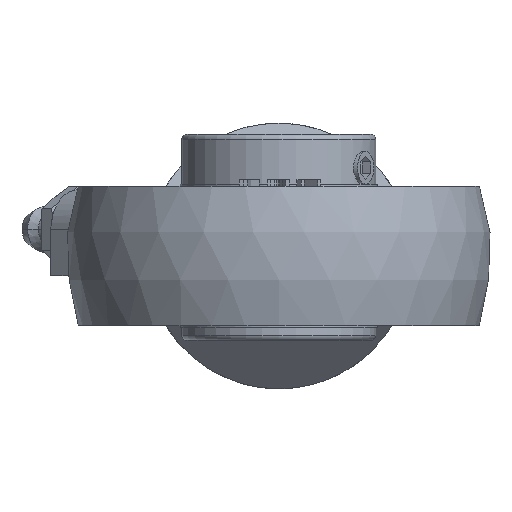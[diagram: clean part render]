
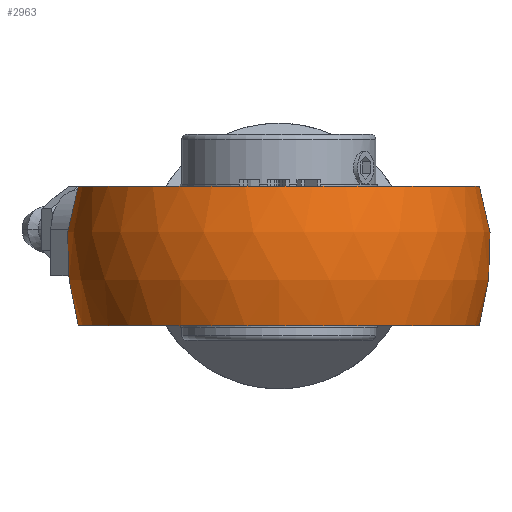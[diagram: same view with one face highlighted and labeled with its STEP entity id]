
A CAD part, front view. The second image highlights one B-rep face of the part: STEP entity #2963.
In plain terms, the highlighted spherical face has radius 32 mm.
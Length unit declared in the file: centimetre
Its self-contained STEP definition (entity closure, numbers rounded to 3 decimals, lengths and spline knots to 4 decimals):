
#266=SPHERICAL_SURFACE('',#3182,3.2);
#349=CIRCLE('',#3176,3.1432);
#350=CIRCLE('',#3180,1.9975);
#352=CIRCLE('',#3183,3.1859);
#353=CIRCLE('',#3184,3.1396);
#354=CIRCLE('',#3185,3.1859);
#355=CIRCLE('',#3186,3.0228);
#356=CIRCLE('',#3187,3.1859);
#357=CIRCLE('',#3188,3.1859);
#358=CIRCLE('',#3189,3.0228);
#476=B_SPLINE_CURVE_WITH_KNOTS('',3,(#5300,#5301,#5302,#5303,#5304,#5305,
#5306,#5307,#5308,#5309,#5310,#5311,#5312,#5313,#5314,#5315,#5316,#5317),
 .UNSPECIFIED.,.F.,.U.,(4,2,2,2,2,2,2,2,4),(1.1352,1.3627,
1.5891,1.8155,2.0414,2.2674,2.4954,
2.7234,2.9513),.UNSPECIFIED.);
#664=VERTEX_POINT('',#5299);
#665=VERTEX_POINT('',#5318);
#666=VERTEX_POINT('',#5322);
#670=VERTEX_POINT('',#5334);
#672=VERTEX_POINT('',#5340);
#673=VERTEX_POINT('',#5342);
#674=VERTEX_POINT('',#5344);
#675=VERTEX_POINT('',#5345);
#676=VERTEX_POINT('',#5347);
#677=VERTEX_POINT('',#5348);
#678=VERTEX_POINT('',#5350);
#679=VERTEX_POINT('',#5351);
#680=VERTEX_POINT('',#5353);
#681=VERTEX_POINT('',#5354);
#1388=EDGE_CURVE('',#665,#664,#476,.T.);
#1390=EDGE_CURVE('',#664,#666,#349,.T.);
#1396=EDGE_CURVE('',#665,#670,#350,.T.);
#1399=EDGE_CURVE('',#666,#672,#352,.T.);
#1400=EDGE_CURVE('',#673,#672,#353,.T.);
#1401=EDGE_CURVE('',#673,#674,#354,.T.);
#1402=EDGE_CURVE('',#675,#674,#350,.T.);
#1403=EDGE_CURVE('',#676,#675,#355,.T.);
#1404=EDGE_CURVE('',#677,#676,#350,.T.);
#1405=EDGE_CURVE('',#677,#678,#356,.T.);
#1406=EDGE_CURVE('',#679,#678,#353,.T.);
#1407=EDGE_CURVE('',#679,#680,#357,.T.);
#1408=EDGE_CURVE('',#681,#680,#350,.T.);
#1409=EDGE_CURVE('',#670,#681,#358,.T.);
#1966=ORIENTED_EDGE('',*,*,#1388,.T.);
#1967=ORIENTED_EDGE('',*,*,#1390,.T.);
#1968=ORIENTED_EDGE('',*,*,#1399,.T.);
#1969=ORIENTED_EDGE('',*,*,#1400,.F.);
#1970=ORIENTED_EDGE('',*,*,#1401,.T.);
#1971=ORIENTED_EDGE('',*,*,#1402,.F.);
#1972=ORIENTED_EDGE('',*,*,#1403,.F.);
#1973=ORIENTED_EDGE('',*,*,#1404,.F.);
#1974=ORIENTED_EDGE('',*,*,#1405,.T.);
#1975=ORIENTED_EDGE('',*,*,#1406,.F.);
#1976=ORIENTED_EDGE('',*,*,#1407,.T.);
#1977=ORIENTED_EDGE('',*,*,#1408,.F.);
#1978=ORIENTED_EDGE('',*,*,#1409,.F.);
#1979=ORIENTED_EDGE('',*,*,#1396,.F.);
#2486=EDGE_LOOP('',(#1966,#1967,#1968,#1969,#1970,#1971,#1972,#1973,#1974,
#1975,#1976,#1977,#1978,#1979));
#2730=FACE_BOUND('',#2486,.T.);
#2963=ADVANCED_FACE('',(#2730),#266,.T.);
#3176=AXIS2_PLACEMENT_3D('',#5321,#3670,#3671);
#3180=AXIS2_PLACEMENT_3D('',#5333,#3680,#3681);
#3182=AXIS2_PLACEMENT_3D('',#5338,#3685,#3686);
#3183=AXIS2_PLACEMENT_3D('',#5339,#3687,#3688);
#3184=AXIS2_PLACEMENT_3D('',#5341,#3689,#3690);
#3185=AXIS2_PLACEMENT_3D('',#5343,#3691,#3692);
#3186=AXIS2_PLACEMENT_3D('',#5346,#3693,#3694);
#3187=AXIS2_PLACEMENT_3D('',#5349,#3695,#3696);
#3188=AXIS2_PLACEMENT_3D('',#5352,#3697,#3698);
#3189=AXIS2_PLACEMENT_3D('',#5355,#3699,#3700);
#3670=DIRECTION('',(-0.707,-0.707,0.));
#3671=DIRECTION('',(0.,0.,3.143));
#3680=DIRECTION('',(0.,1.,0.));
#3681=DIRECTION('',(1.997,0.,0.));
#3685=DIRECTION('',(0.,0.,1.));
#3686=DIRECTION('',(1.,0.,0.));
#3687=DIRECTION('',(0.,0.,1.));
#3688=DIRECTION('',(0.,3.186,0.));
#3689=DIRECTION('',(0.,1.,0.));
#3690=DIRECTION('',(3.14,0.,0.));
#3691=DIRECTION('',(0.,0.,-1.));
#3692=DIRECTION('',(0.,-3.186,0.));
#3693=DIRECTION('',(0.,0.,-1.));
#3694=DIRECTION('',(0.,-3.023,0.));
#3695=DIRECTION('',(0.,0.,-1.));
#3696=DIRECTION('',(0.,-3.186,0.));
#3697=DIRECTION('',(0.,0.,1.));
#3698=DIRECTION('',(0.,3.186,0.));
#3699=DIRECTION('',(0.,0.,1.));
#3700=DIRECTION('',(0.,3.023,0.));
#5299=CARTESIAN_POINT('',(-2.6288,1.7803,0.4));
#5300=CARTESIAN_POINT('',(-1.7916,2.5757,0.6294));
#5301=CARTESIAN_POINT('',(-1.8065,2.5473,0.7033));
#5302=CARTESIAN_POINT('',(-1.8329,2.5084,0.7709));
#5303=CARTESIAN_POINT('',(-1.8984,2.4232,0.8774));
#5304=CARTESIAN_POINT('',(-1.9417,2.3713,0.9236));
#5305=CARTESIAN_POINT('',(-2.0406,2.2611,0.9849));
#5306=CARTESIAN_POINT('',(-2.0961,2.2028,1.));
#5307=CARTESIAN_POINT('',(-2.2027,2.0962,1.));
#5308=CARTESIAN_POINT('',(-2.2608,2.0408,0.985));
#5309=CARTESIAN_POINT('',(-2.3709,1.9421,0.9239));
#5310=CARTESIAN_POINT('',(-2.4227,1.8988,0.8779));
#5311=CARTESIAN_POINT('',(-2.508,1.8332,0.7715));
#5312=CARTESIAN_POINT('',(-2.547,1.8066,0.7039));
#5313=CARTESIAN_POINT('',(-2.604,1.7768,0.5558));
#5314=CARTESIAN_POINT('',(-2.622,1.7734,0.4754));
#5315=CARTESIAN_POINT('',(-2.6356,1.7871,0.3246));
#5316=CARTESIAN_POINT('',(-2.6323,1.805,0.2442));
#5317=CARTESIAN_POINT('',(-2.6172,1.8334,0.1702));
#5318=CARTESIAN_POINT('',(-1.8401,2.5,0.7772));
#5321=CARTESIAN_POINT('',(-0.4243,-0.4243,0.));
#5322=CARTESIAN_POINT('',(-2.6367,1.7882,0.3));
#5333=CARTESIAN_POINT('',(0.,2.5,0.));
#5334=CARTESIAN_POINT('',(-1.6993,2.5,1.05));
#5338=CARTESIAN_POINT('',(0.,0.,0.));
#5339=CARTESIAN_POINT('',(0.,0.,0.3));
#5340=CARTESIAN_POINT('',(-3.1252,0.6189,0.3));
#5341=CARTESIAN_POINT('',(0.,0.6189,0.));
#5342=CARTESIAN_POINT('',(-3.1252,0.6189,-0.3));
#5343=CARTESIAN_POINT('',(0.,0.,-0.3));
#5344=CARTESIAN_POINT('',(-1.9748,2.5,-0.3));
#5345=CARTESIAN_POINT('',(-1.6993,2.5,-1.05));
#5346=CARTESIAN_POINT('',(0.,0.,-1.05));
#5347=CARTESIAN_POINT('',(1.6993,2.5,-1.05));
#5348=CARTESIAN_POINT('',(1.9748,2.5,-0.3));
#5349=CARTESIAN_POINT('',(0.,0.,-0.3));
#5350=CARTESIAN_POINT('',(3.1252,0.6189,-0.3));
#5351=CARTESIAN_POINT('',(3.1252,0.6189,0.3));
#5352=CARTESIAN_POINT('',(0.,0.,0.3));
#5353=CARTESIAN_POINT('',(1.9748,2.5,0.3));
#5354=CARTESIAN_POINT('',(1.6993,2.5,1.05));
#5355=CARTESIAN_POINT('',(0.,0.,1.05));
